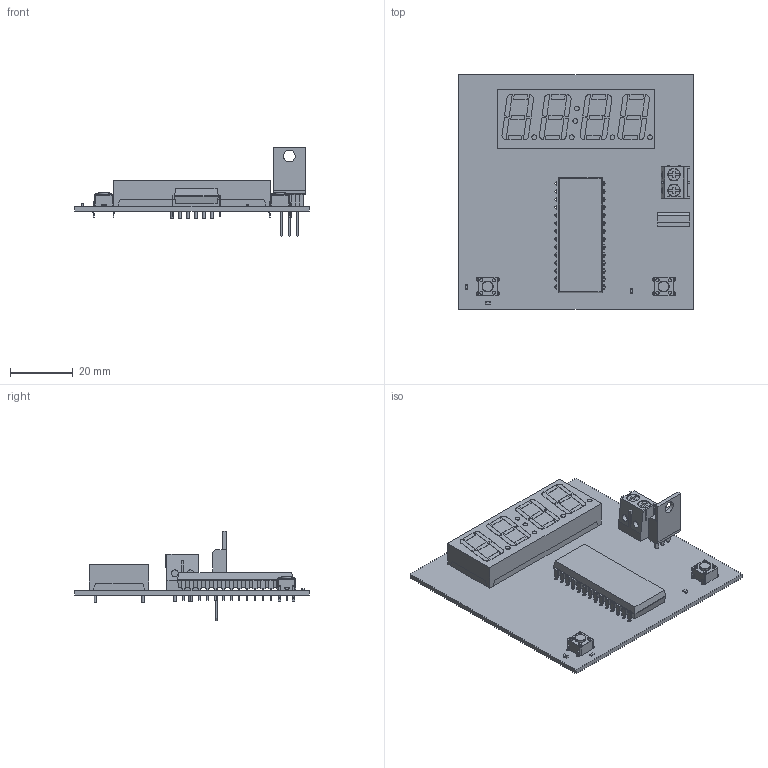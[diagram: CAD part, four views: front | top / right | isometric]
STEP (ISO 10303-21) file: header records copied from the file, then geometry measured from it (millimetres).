
FILE_DESCRIPTION(('KiCad electronic assembly'),'2;1');
FILE_NAME('IEEE7SegmentCounter.step','2025-11-13T00:27:20',('Pcbnew'),( 'Kicad'),'Open CASCADE STEP processor 7.8','KiCad to STEP converter' ,'Unknown');
FILE_SCHEMA(('AUTOMOTIVE_DESIGN { 1 0 10303 214 1 1 1 1 }'));
Length unit declared in the file: millimetre
Products named in the file (9): IEEE7SegmentCounter 1; TerminalBlock_Phoenix_PT-1,5-2-5.0-H_1x02_P5.00mm_Horizontal; ICM7217IPI_; R_0603_1608Metric; TO-220-3_Vertical; CA56-12SEKWA; SW_PUSH_6mm; C_0603_1608Metric; IEEE7SegmentCounter_PCB
Assembly tree (10 placements, depth 2):
  IEEE7SegmentCounter 1
    TerminalBlock_Phoenix_PT-1,5-2-5.0-H_1x02_P5.00mm_Horizontal
    ICM7217IPI_
    R_0603_1608Metric  x2
    TO-220-3_Vertical
    CA56-12SEKWA
    SW_PUSH_6mm  x2
    C_0603_1608Metric
    IEEE7SegmentCounter_PCB
Bounding box: 75 x 75 x 28.52 mm (x, y, z)
Volume: 20028.9 mm3; surface area: 19020 mm2
Topology: 38 solids, 38 shells, 1119 faces, 2879 edges, 1902 vertices
Faces by surface type: plane 865, cylinder 252, torus 2
Full cylindrical faces by diameter (mm): 0.8 x12, 0.813 x28, 1 x22, 1.1 x11, 1.3 x2, 1.5 x6, 2.2 x2, 3.5 x2, 3.735 x1, 3.8 x2, 4 x2
Entity records: 34090 total; most frequent: CARTESIAN_POINT 5212, ORIENTED_EDGE 5068, DIRECTION 4946, EDGE_CURVE 2534, LINE 2120, VECTOR 2120, VERTEX_POINT 1679, AXIS2_PLACEMENT_3D 1413
